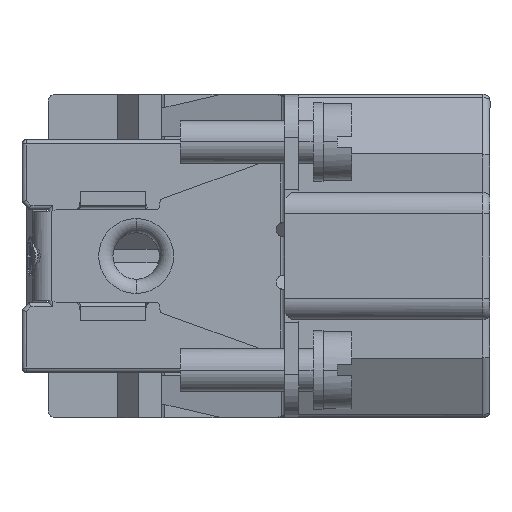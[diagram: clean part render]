
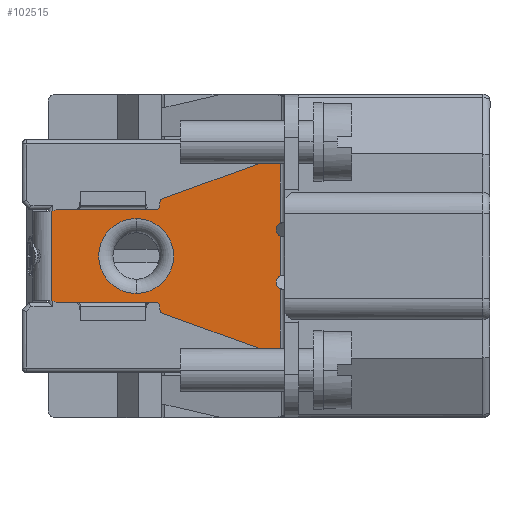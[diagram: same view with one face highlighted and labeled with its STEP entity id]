
A CAD part, left-side view. The second image highlights one B-rep face of the part: STEP entity #102515.
In plain terms, the highlighted planar face has unit normal (-1, 0, 0).
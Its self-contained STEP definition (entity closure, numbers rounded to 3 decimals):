
#8331=CARTESIAN_POINT('',(-29.2,31.229,-5.6));
#8332=DIRECTION('',(-1.,0.,0.));
#8333=DIRECTION('',(0.,-0.341,0.94));
#8334=AXIS2_PLACEMENT_3D('',#8331,#8332,#8333);
#8336=CARTESIAN_POINT('',(-29.2,31.229,5.6));
#8337=DIRECTION('',(-1.,0.,0.));
#8338=DIRECTION('',(0.,-0.185,-0.983));
#8339=AXIS2_PLACEMENT_3D('',#8336,#8337,#8338);
#8341=CARTESIAN_POINT('',(-29.2,29.029,3.55));
#8342=DIRECTION('',(-1.,0.,0.));
#8343=DIRECTION('',(0.,0.,-1.));
#8344=AXIS2_PLACEMENT_3D('',#8341,#8342,#8343);
#8346=CARTESIAN_POINT('',(-29.2,23.429,3.55));
#8347=DIRECTION('',(-1.,0.,0.));
#8348=DIRECTION('',(0.,0.,-1.));
#8349=AXIS2_PLACEMENT_3D('',#8346,#8347,#8348);
#8351=CARTESIAN_POINT('',(-29.2,22.829,3.74));
#8352=DIRECTION('',(1.,0.,0.));
#8353=DIRECTION('',(0.,1.,0.));
#8354=AXIS2_PLACEMENT_3D('',#8351,#8352,#8353);
#8356=DIRECTION('',(0.,-0.94,0.342));
#8357=VECTOR('',#8356,8.76);
#8358=CARTESIAN_POINT('',(-29.2,22.931,4.022));
#8359=LINE('',#8358,#8357);
#8360=DIRECTION('',(0.,0.,-1.));
#8361=VECTOR('',#8360,4.719);
#8362=CARTESIAN_POINT('',(-29.2,14.7,7.018));
#8363=LINE('',#8362,#8361);
#8364=CARTESIAN_POINT('',(-29.2,14.479,1.85));
#8365=DIRECTION('',(-1.,0.,0.));
#8366=DIRECTION('',(0.,0.442,0.897));
#8367=AXIS2_PLACEMENT_3D('',#8364,#8365,#8366);
#8369=CARTESIAN_POINT('',(-29.2,14.479,-1.85));
#8370=DIRECTION('',(-1.,0.,0.));
#8371=DIRECTION('',(0.,0.347,0.938));
#8372=AXIS2_PLACEMENT_3D('',#8369,#8370,#8371);
#8374=DIRECTION('',(0.,0.94,0.342));
#8375=VECTOR('',#8374,8.76);
#8376=CARTESIAN_POINT('',(-29.2,14.7,-7.018));
#8377=LINE('',#8376,#8375);
#8378=CARTESIAN_POINT('',(-29.2,22.829,-3.74));
#8379=DIRECTION('',(1.,0.,0.));
#8380=DIRECTION('',(0.,0.342,-0.94));
#8381=AXIS2_PLACEMENT_3D('',#8378,#8379,#8380);
#8383=CARTESIAN_POINT('',(-29.2,23.429,-3.55));
#8384=DIRECTION('',(-1.,0.,0.));
#8385=DIRECTION('',(0.,-1.,0.));
#8386=AXIS2_PLACEMENT_3D('',#8383,#8384,#8385);
#8388=CARTESIAN_POINT('',(-29.2,24.8,0.));
#8389=DIRECTION('',(-1.,0.,0.));
#8390=DIRECTION('',(0.,0.,1.));
#8391=AXIS2_PLACEMENT_3D('',#8388,#8389,#8390);
#8393=CARTESIAN_POINT('',(-29.2,24.8,0.));
#8394=DIRECTION('',(-1.,0.,0.));
#8395=DIRECTION('',(0.,0.,-1.));
#8396=AXIS2_PLACEMENT_3D('',#8393,#8394,#8395);
#8398=DIRECTION('',(0.,-1.,0.));
#8399=VECTOR('',#8398,5.2);
#8400=CARTESIAN_POINT('',(-29.2,29.029,-3.25));
#8401=LINE('',#8400,#8399);
#8442=DIRECTION('',(0.,-1.,0.));
#8443=VECTOR('',#8442,0.4);
#8444=CARTESIAN_POINT('',(-29.2,23.829,-3.25));
#8445=LINE('',#8444,#8443);
#8454=DIRECTION('',(0.,0.,-1.));
#8455=VECTOR('',#8454,0.19);
#8456=CARTESIAN_POINT('',(-29.2,23.129,-3.55));
#8457=LINE('',#8456,#8455);
#8623=DIRECTION('',(0.,-1.,0.));
#8624=VECTOR('',#8623,1.347);
#8625=CARTESIAN_POINT('',(-29.2,30.376,-3.25));
#8626=LINE('',#8625,#8624);
#8739=DIRECTION('',(0.,0.,-1.));
#8740=VECTOR('',#8739,6.287);
#8741=CARTESIAN_POINT('',(-29.2,30.765,3.143));
#8742=LINE('',#8741,#8740);
#9155=DIRECTION('',(0.,1.,0.));
#9156=VECTOR('',#9155,1.347);
#9157=CARTESIAN_POINT('',(-29.2,29.029,3.25));
#9158=LINE('',#9157,#9156);
#9171=DIRECTION('',(0.,0.001,1.));
#9172=VECTOR('',#9171,0.033);
#9173=CARTESIAN_POINT('',(-29.2,28.891,3.25));
#9174=LINE('',#9173,#9172);
#9250=DIRECTION('',(0.,1.,0.));
#9251=VECTOR('',#9250,0.4);
#9252=CARTESIAN_POINT('',(-29.2,23.429,3.25));
#9253=LINE('',#9252,#9251);
#9258=DIRECTION('',(0.,0.,-1.));
#9259=VECTOR('',#9258,0.19);
#9260=CARTESIAN_POINT('',(-29.2,23.129,3.74));
#9261=LINE('',#9260,#9259);
#9292=DIRECTION('',(0.,1.,0.));
#9293=VECTOR('',#9292,5.062);
#9294=CARTESIAN_POINT('',(-29.2,23.829,3.25));
#9295=LINE('',#9294,#9293);
#9399=DIRECTION('',(0.,0.,1.));
#9400=VECTOR('',#9399,4.719);
#9401=CARTESIAN_POINT('',(-29.2,14.7,-7.018));
#9402=LINE('',#9401,#9400);
#9498=DIRECTION('',(0.,0.,1.));
#9499=VECTOR('',#9498,2.762);
#9500=CARTESIAN_POINT('',(-29.2,14.653,-1.381));
#9501=LINE('',#9500,#9499);
#79926=CARTESIAN_POINT('',(-29.2,14.7,7.018));
#79927=CARTESIAN_POINT('',(-29.2,14.7,2.298));
#79928=VERTEX_POINT('',#79926);
#79929=VERTEX_POINT('',#79927);
#79991=CARTESIAN_POINT('',(-29.2,30.376,-3.25));
#79992=CARTESIAN_POINT('',(-29.2,30.765,-3.143));
#79993=VERTEX_POINT('',#79991);
#79994=VERTEX_POINT('',#79992);
#79995=CARTESIAN_POINT('',(-29.2,30.765,3.143));
#79996=CARTESIAN_POINT('',(-29.2,30.376,3.25));
#79997=VERTEX_POINT('',#79995);
#79998=VERTEX_POINT('',#79996);
#79999=CARTESIAN_POINT('',(-29.2,29.029,3.25));
#80000=CARTESIAN_POINT('',(-29.2,28.891,3.283));
#80001=VERTEX_POINT('',#79999);
#80002=VERTEX_POINT('',#80000);
#80003=CARTESIAN_POINT('',(-29.2,23.429,3.25));
#80004=CARTESIAN_POINT('',(-29.2,23.129,3.55));
#80005=VERTEX_POINT('',#80003);
#80006=VERTEX_POINT('',#80004);
#80007=CARTESIAN_POINT('',(-29.2,23.129,3.74));
#80008=CARTESIAN_POINT('',(-29.2,22.931,4.022));
#80009=VERTEX_POINT('',#80007);
#80010=VERTEX_POINT('',#80008);
#80011=CARTESIAN_POINT('',(-29.2,14.653,1.381));
#80012=VERTEX_POINT('',#80011);
#80013=CARTESIAN_POINT('',(-29.2,14.653,-1.381));
#80014=CARTESIAN_POINT('',(-29.2,14.7,-2.298));
#80015=VERTEX_POINT('',#80013);
#80016=VERTEX_POINT('',#80014);
#80017=CARTESIAN_POINT('',(-29.2,14.7,-7.018));
#80018=CARTESIAN_POINT('',(-29.2,22.931,-4.022));
#80019=VERTEX_POINT('',#80017);
#80020=VERTEX_POINT('',#80018);
#80021=CARTESIAN_POINT('',(-29.2,23.129,-3.74));
#80022=VERTEX_POINT('',#80021);
#80023=CARTESIAN_POINT('',(-29.2,23.129,-3.55));
#80024=CARTESIAN_POINT('',(-29.2,23.429,-3.25));
#80025=VERTEX_POINT('',#80023);
#80026=VERTEX_POINT('',#80024);
#80027=CARTESIAN_POINT('',(-29.2,24.8,2.625));
#80028=CARTESIAN_POINT('',(-29.2,24.8,-2.625));
#80029=VERTEX_POINT('',#80027);
#80030=VERTEX_POINT('',#80028);
#80035=CARTESIAN_POINT('',(-29.2,29.029,-3.25));
#80036=CARTESIAN_POINT('',(-29.2,23.829,-3.25));
#80037=VERTEX_POINT('',#80035);
#80038=VERTEX_POINT('',#80036);
#80240=CARTESIAN_POINT('',(-29.2,28.891,
3.25));
#80241=VERTEX_POINT('',#80240);
#80262=CARTESIAN_POINT('',(-29.2,23.829,3.25));
#80263=VERTEX_POINT('',#80262);
#102456=CARTESIAN_POINT('',(-29.2,22.709,0.));
#102457=DIRECTION('',(1.,0.,0.));
#102458=DIRECTION('',(0.,0.,1.));
#102459=AXIS2_PLACEMENT_3D('',#102456,#102457,#102458);
#102460=PLANE('',#102459);
#102462=ORIENTED_EDGE('',*,*,#102461,.F.);
#102464=ORIENTED_EDGE('',*,*,#102463,.F.);
#102466=ORIENTED_EDGE('',*,*,#102465,.T.);
#102468=ORIENTED_EDGE('',*,*,#102467,.F.);
#102470=ORIENTED_EDGE('',*,*,#102469,.T.);
#102472=ORIENTED_EDGE('',*,*,#102471,.F.);
#102474=ORIENTED_EDGE('',*,*,#102473,.T.);
#102476=ORIENTED_EDGE('',*,*,#102475,.F.);
#102478=ORIENTED_EDGE('',*,*,#102477,.F.);
#102480=ORIENTED_EDGE('',*,*,#102479,.F.);
#102482=ORIENTED_EDGE('',*,*,#102481,.T.);
#102484=ORIENTED_EDGE('',*,*,#102483,.F.);
#102486=ORIENTED_EDGE('',*,*,#102485,.T.);
#102487=ORIENTED_EDGE('',*,*,#102447,.T.);
#102488=ORIENTED_EDGE('',*,*,#102217,.T.);
#102490=ORIENTED_EDGE('',*,*,#102489,.T.);
#102492=ORIENTED_EDGE('',*,*,#102491,.F.);
#102494=ORIENTED_EDGE('',*,*,#102493,.T.);
#102496=ORIENTED_EDGE('',*,*,#102495,.F.);
#102498=ORIENTED_EDGE('',*,*,#102497,.T.);
#102500=ORIENTED_EDGE('',*,*,#102499,.T.);
#102502=ORIENTED_EDGE('',*,*,#102501,.F.);
#102504=ORIENTED_EDGE('',*,*,#102503,.T.);
#102506=ORIENTED_EDGE('',*,*,#102505,.F.);
#102507=EDGE_LOOP('',(#102462,#102464,#102466,#102468,#102470,#102472,#102474,
#102476,#102478,#102480,#102482,#102484,#102486,#102487,#102488,#102490,#102492,
#102494,#102496,#102498,#102500,#102502,#102504,#102506));
#102508=FACE_OUTER_BOUND('',#102507,.F.);
#102510=ORIENTED_EDGE('',*,*,#102509,.T.);
#102512=ORIENTED_EDGE('',*,*,#102511,.T.);
#102513=EDGE_LOOP('',(#102510,#102512));
#102514=FACE_BOUND('',#102513,.F.);
#8335=CIRCLE('',#8334,2.5);
#8340=CIRCLE('',#8339,2.5);
#8345=CIRCLE('',#8344,0.3);
#8350=CIRCLE('',#8349,0.3);
#8355=CIRCLE('',#8354,0.3);
#8368=CIRCLE('',#8367,0.5);
#8373=CIRCLE('',#8372,0.5);
#8382=CIRCLE('',#8381,0.3);
#8387=CIRCLE('',#8386,0.3);
#8392=CIRCLE('',#8391,2.625);
#8397=CIRCLE('',#8396,2.625);
#102217=EDGE_CURVE('',#79928,#79929,#8363,.T.);
#102447=EDGE_CURVE('',#80010,#79928,#8359,.T.);
#102461=EDGE_CURVE('',#80037,#80038,#8401,.T.);
#102463=EDGE_CURVE('',#79993,#80037,#8626,.T.);
#102465=EDGE_CURVE('',#79993,#79994,#8335,.T.);
#102467=EDGE_CURVE('',#79997,#79994,#8742,.T.);
#102469=EDGE_CURVE('',#79997,#79998,#8340,.T.);
#102471=EDGE_CURVE('',#80001,#79998,#9158,.T.);
#102473=EDGE_CURVE('',#80001,#80002,#8345,.T.);
#102475=EDGE_CURVE('',#80241,#80002,#9174,.T.);
#102477=EDGE_CURVE('',#80263,#80241,#9295,.T.);
#102479=EDGE_CURVE('',#80005,#80263,#9253,.T.);
#102481=EDGE_CURVE('',#80005,#80006,#8350,.T.);
#102483=EDGE_CURVE('',#80009,#80006,#9261,.T.);
#102485=EDGE_CURVE('',#80009,#80010,#8355,.T.);
#102489=EDGE_CURVE('',#79929,#80012,#8368,.T.);
#102491=EDGE_CURVE('',#80015,#80012,#9501,.T.);
#102493=EDGE_CURVE('',#80015,#80016,#8373,.T.);
#102495=EDGE_CURVE('',#80019,#80016,#9402,.T.);
#102497=EDGE_CURVE('',#80019,#80020,#8377,.T.);
#102499=EDGE_CURVE('',#80020,#80022,#8382,.T.);
#102501=EDGE_CURVE('',#80025,#80022,#8457,.T.);
#102503=EDGE_CURVE('',#80025,#80026,#8387,.T.);
#102505=EDGE_CURVE('',#80038,#80026,#8445,.T.);
#102509=EDGE_CURVE('',#80029,#80030,#8392,.T.);
#102511=EDGE_CURVE('',#80030,#80029,#8397,.T.);
#102515=ADVANCED_FACE('',(#102508,#102514),#102460,.F.);
